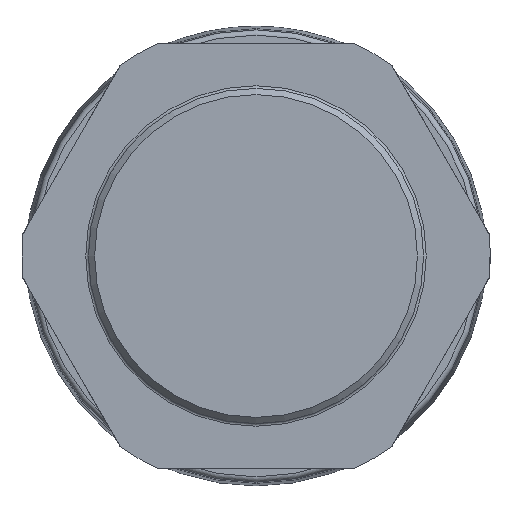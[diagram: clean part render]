
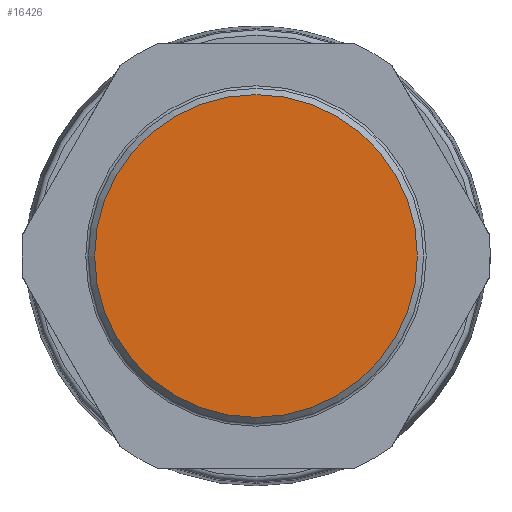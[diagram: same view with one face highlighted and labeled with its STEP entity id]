
A CAD part, left-side view. The second image highlights one B-rep face of the part: STEP entity #16426.
In plain terms, the highlighted planar face has unit normal (-1, 0, 0).
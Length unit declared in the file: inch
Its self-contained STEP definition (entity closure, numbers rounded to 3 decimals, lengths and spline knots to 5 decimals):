
#1533=PLANE('',#17815);
#2011=FACE_OUTER_BOUND('',#2910,.T.);
#2910=EDGE_LOOP('',(#12081,#12082));
#3898=CIRCLE('',#17816,1.19409);
#3899=CIRCLE('',#17817,1.19409);
#6488=VERTEX_POINT('',#26989);
#6489=VERTEX_POINT('',#26990);
#8502=EDGE_CURVE('',#6488,#6489,#3898,.T.);
#8503=EDGE_CURVE('',#6489,#6488,#3899,.T.);
#12081=ORIENTED_EDGE('',*,*,#8502,.F.);
#12082=ORIENTED_EDGE('',*,*,#8503,.F.);
#16426=ADVANCED_FACE('',(#2011),#1533,.T.);
#17815=AXIS2_PLACEMENT_3D('',#26988,#20785,#20786);
#17816=AXIS2_PLACEMENT_3D('',#26991,#20787,#20788);
#17817=AXIS2_PLACEMENT_3D('',#26992,#20789,#20790);
#20785=DIRECTION('center_axis',(-1.,0.,0.));
#20786=DIRECTION('ref_axis',(0.,0.,
-1.));
#20787=DIRECTION('center_axis',(1.,0.,0.));
#20788=DIRECTION('ref_axis',(0.,0.,
1.));
#20789=DIRECTION('center_axis',(1.,0.,0.));
#20790=DIRECTION('ref_axis',(0.,0.,
1.));
#26988=CARTESIAN_POINT('Origin',(-1.90354,-1.19409,0.));
#26989=CARTESIAN_POINT('',(-1.90354,-1.19409,0.));
#26990=CARTESIAN_POINT('',(-1.90354,1.19409,0.));
#26991=CARTESIAN_POINT('Origin',(-1.90354,0.,
0.));
#26992=CARTESIAN_POINT('Origin',(-1.90354,0.,
0.));
